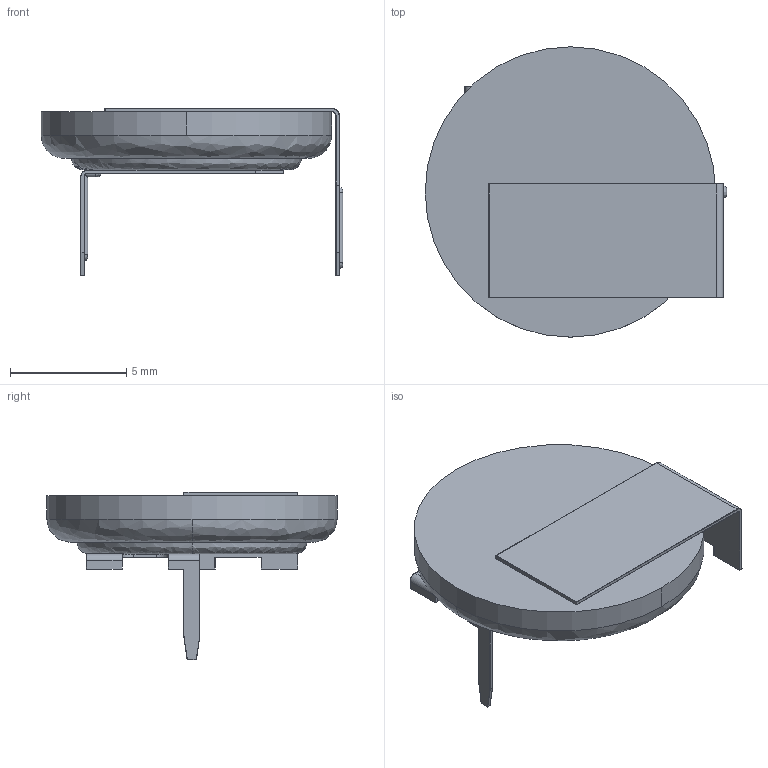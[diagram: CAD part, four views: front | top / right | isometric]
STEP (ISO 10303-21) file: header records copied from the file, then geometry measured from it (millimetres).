
FILE_DESCRIPTION (( 'STEP AP214' ), '1' );
FILE_NAME ('User Library-CR1225FH-LF.STEP', '2024-05-24T05:36:14', ( '' ), ( '' ), 'SwSTEP 2.0', 'SolidWorks 2022', '' );
FILE_SCHEMA (( 'AUTOMOTIVE_DESIGN' ));
Length unit declared in the file: millimetre
Products named in the file (6): Part_135113_4; Part_135113; Part_135113_3; Part_135113_5; Part_135113_2; User Library-CR1225FH-LF
Assembly tree (5 placements, depth 2):
  User Library-CR1225FH-LF
    Part_135113
    Part_135113_2
    Part_135113_3
    Part_135113_4
    Part_135113_5
Bounding box: 12.98 x 12.5 x 7.2 mm (x, y, z)
Volume: 290.9 mm3; surface area: 905.6 mm2
Topology: 5 solids, 5 shells, 231 faces, 637 edges, 383 vertices
Faces by surface type: cylinder 108, bspline 78, plane 45
Entity records: 11807 total; most frequent: CARTESIAN_POINT 3905, ORIENTED_EDGE 1206, DIRECTION 927, EDGE_CURVE 603, VERTEX_POINT 383, AXIS2_PLACEMENT_3D 363, UNCERTAINTY_MEASURE_WITH_UNIT 247, SURFACE_SIDE_STYLE 241
